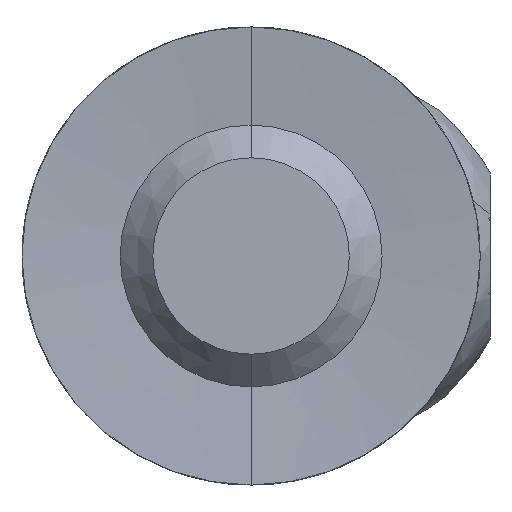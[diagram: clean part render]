
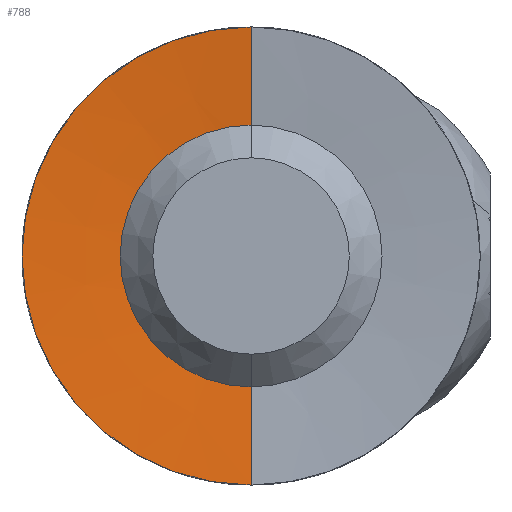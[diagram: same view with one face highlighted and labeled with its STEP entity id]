
A CAD part, front view. The second image highlights one B-rep face of the part: STEP entity #788.
In plain terms, the highlighted conical face has half-angle 85 degrees and reference radius 3.272 mm.
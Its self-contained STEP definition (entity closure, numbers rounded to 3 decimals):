
#37 = CARTESIAN_POINT ( 'NONE',  ( 0., 0.326, -3.272 ) ) ;
#88 = DIRECTION ( 'NONE',  ( 0., 0., -1. ) ) ;
#134 = CARTESIAN_POINT ( 'NONE',  ( 0., 0.326, 0. ) ) ;
#139 = VERTEX_POINT ( 'NONE', #2750 ) ;
#220 = CARTESIAN_POINT ( 'NONE',  ( 0., 0.326, -3.272 ) ) ;
#227 = AXIS2_PLACEMENT_3D ( 'NONE', #134, #1441, #2719 ) ;
#259 = LINE ( 'NONE', #220, #652 ) ;
#260 = VERTEX_POINT ( 'NONE', #37 ) ;
#520 = EDGE_CURVE ( 'NONE', #1180, #139, #2311, .T. ) ;
#652 = VECTOR ( 'NONE', #2594, 1000. ) ;
#702 = CONICAL_SURFACE ( 'NONE', #227, 3.272, 1.484 ) ;
#731 = ORIENTED_EDGE ( 'NONE', *, *, #2518, .F. ) ;
#788 = ADVANCED_FACE ( 'NONE', ( #1801 ), #702, .F. ) ;
#821 = ORIENTED_EDGE ( 'NONE', *, *, #1200, .T. ) ;
#859 = AXIS2_PLACEMENT_3D ( 'NONE', #1381, #2464, #88 ) ;
#957 = VECTOR ( 'NONE', #2421, 1000. ) ;
#1146 = CARTESIAN_POINT ( 'NONE',  ( 0., 0.326, 3.272 ) ) ;
#1180 = VERTEX_POINT ( 'NONE', #1347 ) ;
#1200 = EDGE_CURVE ( 'NONE', #2321, #1180, #2306, .T. ) ;
#1310 = EDGE_CURVE ( 'NONE', #2321, #260, #1479, .T. ) ;
#1347 = CARTESIAN_POINT ( 'NONE',  ( 0., 0., 7. ) ) ;
#1381 = CARTESIAN_POINT ( 'NONE',  ( 0., 0.326, 0. ) ) ;
#1441 = DIRECTION ( 'NONE',  ( 0., -1., 0. ) ) ;
#1479 = CIRCLE ( 'NONE', #859, 3.272 ) ;
#1554 = CARTESIAN_POINT ( 'NONE',  ( 0., 0., 0. ) ) ;
#1669 = ORIENTED_EDGE ( 'NONE', *, *, #520, .T. ) ;
#1801 = FACE_OUTER_BOUND ( 'NONE', #1866, .T. ) ;
#1866 = EDGE_LOOP ( 'NONE', ( #2723, #821, #1669, #731 ) ) ;
#2232 = CARTESIAN_POINT ( 'NONE',  ( 0., 0.326, 3.272 ) ) ;
#2306 = LINE ( 'NONE', #2232, #957 ) ;
#2311 = CIRCLE ( 'NONE', #2689, 7. ) ;
#2321 = VERTEX_POINT ( 'NONE', #1146 ) ;
#2421 = DIRECTION ( 'NONE',  ( 0., -0.087, 0.996 ) ) ;
#2425 = DIRECTION ( 'NONE',  ( 0., 0., -1. ) ) ;
#2464 = DIRECTION ( 'NONE',  ( 0., -1., 0. ) ) ;
#2518 = EDGE_CURVE ( 'NONE', #260, #139, #259, .T. ) ;
#2594 = DIRECTION ( 'NONE',  ( 0., -0.087, -0.996 ) ) ;
#2639 = DIRECTION ( 'NONE',  ( 0., -1., 0. ) ) ;
#2689 = AXIS2_PLACEMENT_3D ( 'NONE', #1554, #2639, #2425 ) ;
#2719 = DIRECTION ( 'NONE',  ( 0., 0., -1. ) ) ;
#2723 = ORIENTED_EDGE ( 'NONE', *, *, #1310, .F. ) ;
#2750 = CARTESIAN_POINT ( 'NONE',  ( 0., 0., -7. ) ) ;
